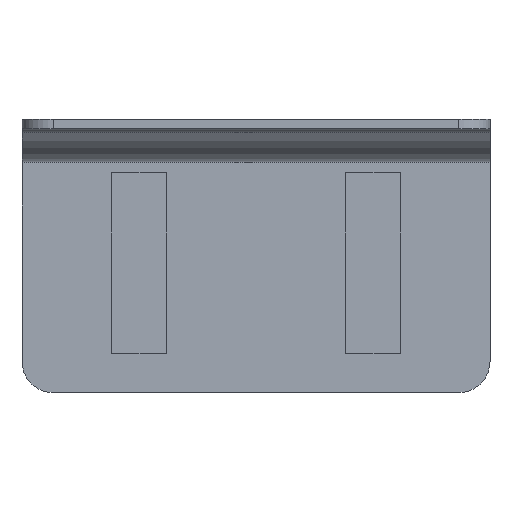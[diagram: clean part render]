
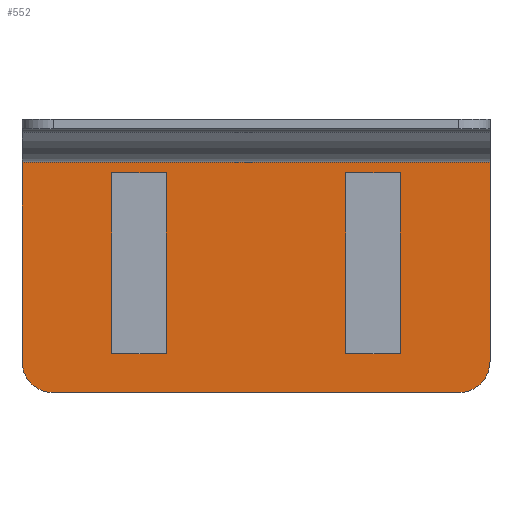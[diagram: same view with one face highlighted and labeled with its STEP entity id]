
A CAD part, top view. The second image highlights one B-rep face of the part: STEP entity #552.
In plain terms, the highlighted planar face has unit normal (0, 0, 1).
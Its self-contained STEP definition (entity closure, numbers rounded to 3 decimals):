
#48=CIRCLE('',#605,4.);
#49=CIRCLE('',#606,4.);
#82=FACE_OUTER_BOUND('',#112,.T.);
#112=EDGE_LOOP('',(#464,#465,#466,#467,#468,#469));
#151=LINE('',#883,#207);
#154=LINE('',#889,#210);
#155=LINE('',#894,#211);
#156=LINE('',#897,#212);
#207=VECTOR('',#723,1.);
#210=VECTOR('',#728,1.);
#211=VECTOR('',#733,1.);
#212=VECTOR('',#736,1.);
#254=VERTEX_POINT('',#839);
#264=VERTEX_POINT('',#863);
#269=VERTEX_POINT('',#887);
#270=VERTEX_POINT('',#891);
#271=VERTEX_POINT('',#893);
#272=VERTEX_POINT('',#895);
#339=EDGE_CURVE('',#264,#254,#151,.T.);
#342=EDGE_CURVE('',#269,#264,#154,.T.);
#343=EDGE_CURVE('',#270,#269,#48,.T.);
#344=EDGE_CURVE('',#270,#271,#155,.T.);
#345=EDGE_CURVE('',#272,#271,#49,.T.);
#346=EDGE_CURVE('',#272,#254,#156,.T.);
#464=ORIENTED_EDGE('',*,*,#339,.F.);
#465=ORIENTED_EDGE('',*,*,#342,.F.);
#466=ORIENTED_EDGE('',*,*,#343,.F.);
#467=ORIENTED_EDGE('',*,*,#344,.T.);
#468=ORIENTED_EDGE('',*,*,#345,.F.);
#469=ORIENTED_EDGE('',*,*,#346,.T.);
#525=PLANE('',#604);
#552=ADVANCED_FACE('',(#82),#525,.F.);
#604=AXIS2_PLACEMENT_3D('',#890,#729,#730);
#605=AXIS2_PLACEMENT_3D('',#892,#731,#732);
#606=AXIS2_PLACEMENT_3D('',#896,#734,#735);
#723=DIRECTION('',(1.,0.,0.));
#728=DIRECTION('',(0.,1.,0.));
#729=DIRECTION('center_axis',(0.,0.,-1.));
#730=DIRECTION('ref_axis',(0.,1.,0.));
#731=DIRECTION('center_axis',(0.,0.,-1.));
#732=DIRECTION('ref_axis',(-1.,0.,0.));
#733=DIRECTION('',(1.,0.,0.));
#734=DIRECTION('center_axis',(0.,0.,-1.));
#735=DIRECTION('ref_axis',(0.,-1.,0.));
#736=DIRECTION('',(0.,1.,0.));
#839=CARTESIAN_POINT('',(70.824,51.31,1.2));
#863=CARTESIAN_POINT('',(10.824,51.31,1.2));
#883=CARTESIAN_POINT('',(40.824,51.31,1.2));
#887=CARTESIAN_POINT('',(10.824,22.51,1.2));
#889=CARTESIAN_POINT('',(10.824,36.91,1.2));
#890=CARTESIAN_POINT('Origin',(40.824,18.51,1.2));
#891=CARTESIAN_POINT('',(14.824,18.51,1.2));
#892=CARTESIAN_POINT('Origin',(14.824,22.51,1.2));
#893=CARTESIAN_POINT('',(66.824,18.51,1.2));
#894=CARTESIAN_POINT('',(40.824,18.51,1.2));
#895=CARTESIAN_POINT('',(70.824,22.51,1.2));
#896=CARTESIAN_POINT('Origin',(66.824,22.51,1.2));
#897=CARTESIAN_POINT('',(70.824,34.91,1.2));
